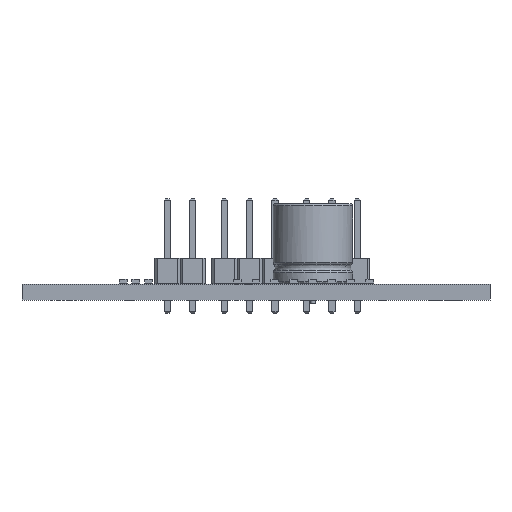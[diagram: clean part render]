
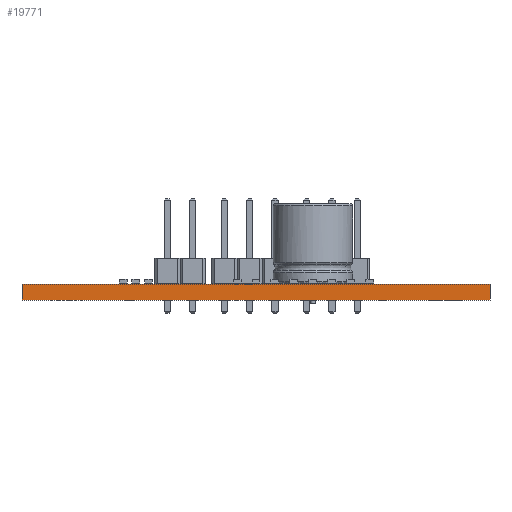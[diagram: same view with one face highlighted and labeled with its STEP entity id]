
A CAD part, front view. The second image highlights one B-rep face of the part: STEP entity #19771.
In plain terms, the highlighted planar face has unit normal (0, -1, 0).
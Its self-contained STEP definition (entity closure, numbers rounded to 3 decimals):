
#19590 = PLANE('',#19591);
#19591 = AXIS2_PLACEMENT_3D('',#19592,#19593,#19594);
#19592 = CARTESIAN_POINT('',(23.495,28.575,0.));
#19593 = DIRECTION('',(1.,0.,0.));
#19594 = DIRECTION('',(0.,-1.,0.));
#19615 = VERTEX_POINT('',#19616);
#19616 = CARTESIAN_POINT('',(23.495,-28.575,1.6));
#19630 = PLANE('',#19631);
#19631 = AXIS2_PLACEMENT_3D('',#19632,#19633,#19634);
#19632 = CARTESIAN_POINT('',(23.495,28.575,1.6));
#19633 = DIRECTION('',(0.,0.,1.));
#19634 = DIRECTION('',(1.,0.,0.));
#19642 = EDGE_CURVE('',#19643,#19615,#19645,.T.);
#19643 = VERTEX_POINT('',#19644);
#19644 = CARTESIAN_POINT('',(23.495,-28.575,0.));
#19645 = SURFACE_CURVE('',#19646,(#19650,#19657),.PCURVE_S1.);
#19646 = LINE('',#19647,#19648);
#19647 = CARTESIAN_POINT('',(23.495,-28.575,0.));
#19648 = VECTOR('',#19649,1.);
#19649 = DIRECTION('',(0.,0.,1.));
#19650 = PCURVE('',#19590,#19651);
#19651 = DEFINITIONAL_REPRESENTATION('',(#19652),#19656);
#19652 = LINE('',#19653,#19654);
#19653 = CARTESIAN_POINT('',(57.15,0.));
#19654 = VECTOR('',#19655,1.);
#19655 = DIRECTION('',(0.,-1.));
#19656 = ( GEOMETRIC_REPRESENTATION_CONTEXT(2) 
PARAMETRIC_REPRESENTATION_CONTEXT() REPRESENTATION_CONTEXT('2D SPACE',''
  ) );
#19657 = PCURVE('',#19658,#19663);
#19658 = PLANE('',#19659);
#19659 = AXIS2_PLACEMENT_3D('',#19660,#19661,#19662);
#19660 = CARTESIAN_POINT('',(23.495,-28.575,0.));
#19661 = DIRECTION('',(0.,-1.,0.));
#19662 = DIRECTION('',(-1.,0.,0.));
#19663 = DEFINITIONAL_REPRESENTATION('',(#19664),#19668);
#19664 = LINE('',#19665,#19666);
#19665 = CARTESIAN_POINT('',(0.,0.));
#19666 = VECTOR('',#19667,1.);
#19667 = DIRECTION('',(0.,-1.));
#19668 = ( GEOMETRIC_REPRESENTATION_CONTEXT(2) 
PARAMETRIC_REPRESENTATION_CONTEXT() REPRESENTATION_CONTEXT('2D SPACE',''
  ) );
#19684 = PLANE('',#19685);
#19685 = AXIS2_PLACEMENT_3D('',#19686,#19687,#19688);
#19686 = CARTESIAN_POINT('',(23.495,28.575,0.));
#19687 = DIRECTION('',(0.,0.,1.));
#19688 = DIRECTION('',(1.,0.,0.));
#19717 = PLANE('',#19718);
#19718 = AXIS2_PLACEMENT_3D('',#19719,#19720,#19721);
#19719 = CARTESIAN_POINT('',(-23.495,-28.575,0.));
#19720 = DIRECTION('',(-1.,0.,0.));
#19721 = DIRECTION('',(0.,1.,0.));
#19771 = ADVANCED_FACE('',(#19772),#19658,.T.);
#19772 = FACE_BOUND('',#19773,.T.);
#19773 = EDGE_LOOP('',(#19774,#19775,#19798,#19821));
#19774 = ORIENTED_EDGE('',*,*,#19642,.T.);
#19775 = ORIENTED_EDGE('',*,*,#19776,.T.);
#19776 = EDGE_CURVE('',#19615,#19777,#19779,.T.);
#19777 = VERTEX_POINT('',#19778);
#19778 = CARTESIAN_POINT('',(-23.495,-28.575,1.6));
#19779 = SURFACE_CURVE('',#19780,(#19784,#19791),.PCURVE_S1.);
#19780 = LINE('',#19781,#19782);
#19781 = CARTESIAN_POINT('',(23.495,-28.575,1.6));
#19782 = VECTOR('',#19783,1.);
#19783 = DIRECTION('',(-1.,0.,0.));
#19784 = PCURVE('',#19658,#19785);
#19785 = DEFINITIONAL_REPRESENTATION('',(#19786),#19790);
#19786 = LINE('',#19787,#19788);
#19787 = CARTESIAN_POINT('',(0.,-1.6));
#19788 = VECTOR('',#19789,1.);
#19789 = DIRECTION('',(1.,0.));
#19790 = ( GEOMETRIC_REPRESENTATION_CONTEXT(2) 
PARAMETRIC_REPRESENTATION_CONTEXT() REPRESENTATION_CONTEXT('2D SPACE',''
  ) );
#19791 = PCURVE('',#19630,#19792);
#19792 = DEFINITIONAL_REPRESENTATION('',(#19793),#19797);
#19793 = LINE('',#19794,#19795);
#19794 = CARTESIAN_POINT('',(0.,-57.15));
#19795 = VECTOR('',#19796,1.);
#19796 = DIRECTION('',(-1.,0.));
#19797 = ( GEOMETRIC_REPRESENTATION_CONTEXT(2) 
PARAMETRIC_REPRESENTATION_CONTEXT() REPRESENTATION_CONTEXT('2D SPACE',''
  ) );
#19798 = ORIENTED_EDGE('',*,*,#19799,.F.);
#19799 = EDGE_CURVE('',#19800,#19777,#19802,.T.);
#19800 = VERTEX_POINT('',#19801);
#19801 = CARTESIAN_POINT('',(-23.495,-28.575,0.));
#19802 = SURFACE_CURVE('',#19803,(#19807,#19814),.PCURVE_S1.);
#19803 = LINE('',#19804,#19805);
#19804 = CARTESIAN_POINT('',(-23.495,-28.575,0.));
#19805 = VECTOR('',#19806,1.);
#19806 = DIRECTION('',(0.,0.,1.));
#19807 = PCURVE('',#19658,#19808);
#19808 = DEFINITIONAL_REPRESENTATION('',(#19809),#19813);
#19809 = LINE('',#19810,#19811);
#19810 = CARTESIAN_POINT('',(46.99,0.));
#19811 = VECTOR('',#19812,1.);
#19812 = DIRECTION('',(0.,-1.));
#19813 = ( GEOMETRIC_REPRESENTATION_CONTEXT(2) 
PARAMETRIC_REPRESENTATION_CONTEXT() REPRESENTATION_CONTEXT('2D SPACE',''
  ) );
#19814 = PCURVE('',#19717,#19815);
#19815 = DEFINITIONAL_REPRESENTATION('',(#19816),#19820);
#19816 = LINE('',#19817,#19818);
#19817 = CARTESIAN_POINT('',(0.,0.));
#19818 = VECTOR('',#19819,1.);
#19819 = DIRECTION('',(0.,-1.));
#19820 = ( GEOMETRIC_REPRESENTATION_CONTEXT(2) 
PARAMETRIC_REPRESENTATION_CONTEXT() REPRESENTATION_CONTEXT('2D SPACE',''
  ) );
#19821 = ORIENTED_EDGE('',*,*,#19822,.F.);
#19822 = EDGE_CURVE('',#19643,#19800,#19823,.T.);
#19823 = SURFACE_CURVE('',#19824,(#19828,#19835),.PCURVE_S1.);
#19824 = LINE('',#19825,#19826);
#19825 = CARTESIAN_POINT('',(23.495,-28.575,0.));
#19826 = VECTOR('',#19827,1.);
#19827 = DIRECTION('',(-1.,0.,0.));
#19828 = PCURVE('',#19658,#19829);
#19829 = DEFINITIONAL_REPRESENTATION('',(#19830),#19834);
#19830 = LINE('',#19831,#19832);
#19831 = CARTESIAN_POINT('',(0.,0.));
#19832 = VECTOR('',#19833,1.);
#19833 = DIRECTION('',(1.,0.));
#19834 = ( GEOMETRIC_REPRESENTATION_CONTEXT(2) 
PARAMETRIC_REPRESENTATION_CONTEXT() REPRESENTATION_CONTEXT('2D SPACE',''
  ) );
#19835 = PCURVE('',#19684,#19836);
#19836 = DEFINITIONAL_REPRESENTATION('',(#19837),#19841);
#19837 = LINE('',#19838,#19839);
#19838 = CARTESIAN_POINT('',(0.,-57.15));
#19839 = VECTOR('',#19840,1.);
#19840 = DIRECTION('',(-1.,0.));
#19841 = ( GEOMETRIC_REPRESENTATION_CONTEXT(2) 
PARAMETRIC_REPRESENTATION_CONTEXT() REPRESENTATION_CONTEXT('2D SPACE',''
  ) );
